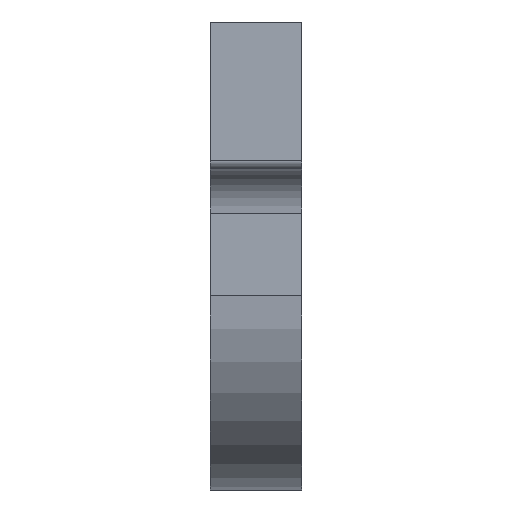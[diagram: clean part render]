
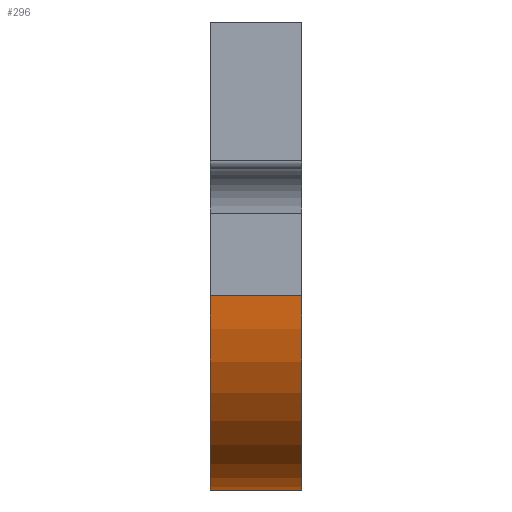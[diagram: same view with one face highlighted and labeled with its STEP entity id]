
A CAD part, left-side view. The second image highlights one B-rep face of the part: STEP entity #296.
In plain terms, the highlighted cylindrical face has radius 13.541 mm (diameter 27.081 mm), a partial arc.
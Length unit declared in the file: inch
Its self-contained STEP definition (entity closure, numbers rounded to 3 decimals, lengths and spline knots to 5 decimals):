
#19 = VERTEX_POINT ( 'NONE', #756 ) ;
#36 = ORIENTED_EDGE ( 'NONE', *, *, #197, .F. ) ;
#97 = LINE ( 'NONE', #803, #1280 ) ;
#197 = EDGE_CURVE ( 'NONE', #19, #896, #1051, .T. ) ;
#207 = CYLINDRICAL_SURFACE ( 'NONE', #617, 0.5331 ) ;
#296 = ADVANCED_FACE ( 'NONE', ( #939 ), #207, .T. ) ;
#312 = EDGE_LOOP ( 'NONE', ( #520, #601, #1185, #36 ) ) ;
#520 = ORIENTED_EDGE ( 'NONE', *, *, #883, .F. ) ;
#527 = EDGE_CURVE ( 'NONE', #1061, #896, #793, .T. ) ;
#601 = ORIENTED_EDGE ( 'NONE', *, *, #958, .T. ) ;
#617 = AXIS2_PLACEMENT_3D ( 'NONE', #860, #792, #967 ) ;
#751 = DIRECTION ( 'NONE',  ( 0., -1., 0. ) ) ;
#756 = CARTESIAN_POINT ( 'NONE',  ( -0.5331, 0.25, 0. ) ) ;
#792 = DIRECTION ( 'NONE',  ( 0., -1., 0. ) ) ;
#793 = CIRCLE ( 'NONE', #1383, 0.5331 ) ;
#803 = CARTESIAN_POINT ( 'NONE',  ( 0., 0.25, -0.5331 ) ) ;
#860 = CARTESIAN_POINT ( 'NONE',  ( 0., 0.25, 0. ) ) ;
#868 = CARTESIAN_POINT ( 'NONE',  ( 0., 0., -0.5331 ) ) ;
#869 = VERTEX_POINT ( 'NONE', #1461 ) ;
#871 = AXIS2_PLACEMENT_3D ( 'NONE', #1205, #1202, #1179 ) ;
#883 = EDGE_CURVE ( 'NONE', #869, #19, #1350, .T. ) ;
#896 = VERTEX_POINT ( 'NONE', #1292 ) ;
#939 = FACE_OUTER_BOUND ( 'NONE', #312, .T. ) ;
#953 = DIRECTION ( 'NONE',  ( 0., 0., 1. ) ) ;
#958 = EDGE_CURVE ( 'NONE', #869, #1061, #97, .T. ) ;
#967 = DIRECTION ( 'NONE',  ( 0., 0., -1. ) ) ;
#1051 = LINE ( 'NONE', #1237, #1086 ) ;
#1053 = DIRECTION ( 'NONE',  ( 0., 1., 0. ) ) ;
#1061 = VERTEX_POINT ( 'NONE', #868 ) ;
#1086 = VECTOR ( 'NONE', #1243, 39.37008 ) ;
#1087 = CARTESIAN_POINT ( 'NONE',  ( 0., 0., 0. ) ) ;
#1179 = DIRECTION ( 'NONE',  ( 0., 0., 1. ) ) ;
#1185 = ORIENTED_EDGE ( 'NONE', *, *, #527, .T. ) ;
#1202 = DIRECTION ( 'NONE',  ( 0., 1., 0. ) ) ;
#1205 = CARTESIAN_POINT ( 'NONE',  ( 0., 0.25, 0. ) ) ;
#1237 = CARTESIAN_POINT ( 'NONE',  ( -0.5331, 0.25, 0. ) ) ;
#1243 = DIRECTION ( 'NONE',  ( 0., -1., 0. ) ) ;
#1280 = VECTOR ( 'NONE', #751, 39.37008 ) ;
#1292 = CARTESIAN_POINT ( 'NONE',  ( -0.5331, 0., 0. ) ) ;
#1350 = CIRCLE ( 'NONE', #871, 0.5331 ) ;
#1383 = AXIS2_PLACEMENT_3D ( 'NONE', #1087, #1053, #953 ) ;
#1461 = CARTESIAN_POINT ( 'NONE',  ( 0., 0.25, -0.5331 ) ) ;
